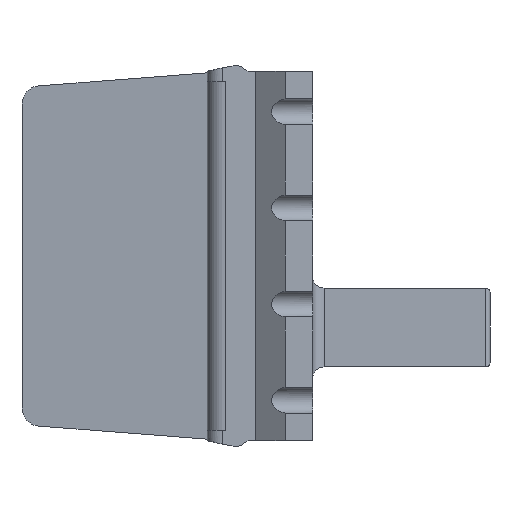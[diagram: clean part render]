
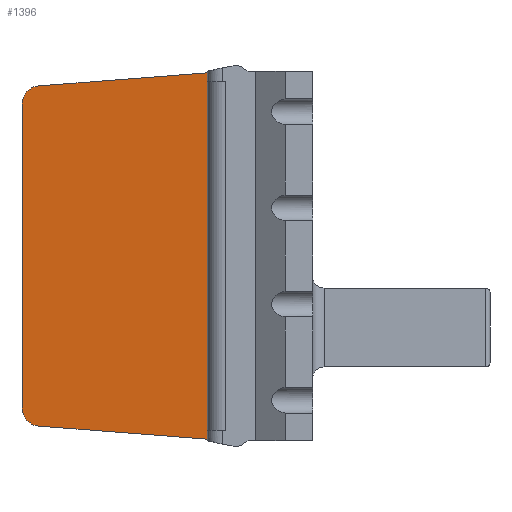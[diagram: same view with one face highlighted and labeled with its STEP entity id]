
A CAD part, front view. The second image highlights one B-rep face of the part: STEP entity #1396.
In plain terms, the highlighted planar face has unit normal (-0.095, -0.996, 0).
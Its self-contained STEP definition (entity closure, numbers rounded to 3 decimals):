
#180=DIRECTION('',(0.,0.,1.));
#181=VECTOR('',#180,16.01);
#182=CARTESIAN_POINT('',(-4.6,-1.155,-8.005));
#183=LINE('',#182,#181);
#216=CARTESIAN_POINT('',(-12.7,-0.38,-6.635));
#217=CARTESIAN_POINT('',(-12.7,-0.38,-6.758));
#218=CARTESIAN_POINT('',(-12.649,-0.385,
-6.958));
#219=CARTESIAN_POINT('',(-12.498,-0.399,
-7.189));
#220=CARTESIAN_POINT('',(-12.28,-0.42,
-7.357));
#221=CARTESIAN_POINT('',(-12.085,-0.439,
-7.423));
#222=CARTESIAN_POINT('',(-11.962,-0.451,
-7.432));
#224=DIRECTION('',(0.,0.,1.));
#225=VECTOR('',#224,13.27);
#226=CARTESIAN_POINT('',(-12.7,-0.38,-6.635));
#227=LINE('',#226,#225);
#228=CARTESIAN_POINT('',(-11.962,-0.451,
7.432));
#229=CARTESIAN_POINT('',(-12.085,-0.439,
7.423));
#230=CARTESIAN_POINT('',(-12.28,-0.42,
7.357));
#231=CARTESIAN_POINT('',(-12.498,-0.399,
7.189));
#232=CARTESIAN_POINT('',(-12.649,-0.385,
6.958));
#233=CARTESIAN_POINT('',(-12.7,-0.38,6.758));
#234=CARTESIAN_POINT('',(-12.7,-0.38,6.635));
#236=DIRECTION('',(-0.992,0.095,-0.077));
#237=VECTOR('',#236,7.418);
#238=CARTESIAN_POINT('',(-4.6,-1.155,8.005));
#239=LINE('',#238,#237);
#240=DIRECTION('',(0.992,-0.095,-0.077));
#241=VECTOR('',#240,7.418);
#242=CARTESIAN_POINT('',(-11.962,-0.451,
-7.432));
#243=LINE('',#242,#241);
#948=VERTEX_POINT('',#216);
#949=VERTEX_POINT('',#222);
#954=CARTESIAN_POINT('',(-11.962,-0.451,
7.432));
#956=VERTEX_POINT('',#954);
#958=VERTEX_POINT('',#234);
#961=CARTESIAN_POINT('',(-4.6,-1.155,-8.005));
#962=VERTEX_POINT('',#961);
#963=CARTESIAN_POINT('',(-4.6,-1.155,8.005));
#964=VERTEX_POINT('',#963);
#1380=CARTESIAN_POINT('',(-12.7,-0.38,-8.075));
#1381=DIRECTION('',(-0.095,-0.995,0.));
#1382=DIRECTION('',(0.995,-0.095,0.));
#1383=AXIS2_PLACEMENT_3D('',#1380,#1381,#1382);
#1384=PLANE('',#1383);
#1385=ORIENTED_EDGE('',*,*,#1370,.F.);
#1387=ORIENTED_EDGE('',*,*,#1386,.T.);
#1389=ORIENTED_EDGE('',*,*,#1388,.F.);
#1391=ORIENTED_EDGE('',*,*,#1390,.F.);
#1392=ORIENTED_EDGE('',*,*,#1318,.F.);
#1393=ORIENTED_EDGE('',*,*,#1354,.F.);
#1394=EDGE_LOOP('',(#1385,#1387,#1389,#1391,#1392,#1393));
#1395=FACE_OUTER_BOUND('',#1394,.F.);
#1396=ADVANCED_FACE('',(#1395),#1384,.T.);
#223=B_SPLINE_CURVE_WITH_KNOTS('',3,(#216,#217,#218,#219,#220,#221,#222),
.UNSPECIFIED.,.F.,.F.,(4,1,1,1,4),(0.,0.25,0.5,0.75,1.),
.UNSPECIFIED.);
#235=B_SPLINE_CURVE_WITH_KNOTS('',3,(#228,#229,#230,#231,#232,#233,#234),
.UNSPECIFIED.,.F.,.F.,(4,1,1,1,4),(0.,0.25,0.5,0.75,1.),
.UNSPECIFIED.);
#1318=EDGE_CURVE('',#962,#964,#183,.T.);
#1354=EDGE_CURVE('',#949,#962,#243,.T.);
#1370=EDGE_CURVE('',#948,#949,#223,.T.);
#1386=EDGE_CURVE('',#948,#958,#227,.T.);
#1388=EDGE_CURVE('',#956,#958,#235,.T.);
#1390=EDGE_CURVE('',#964,#956,#239,.T.);
